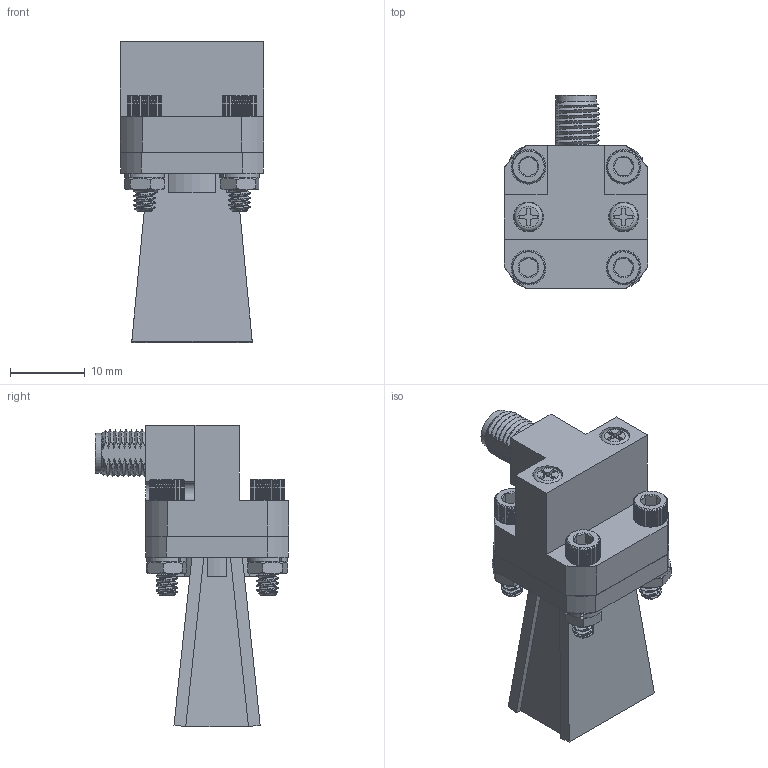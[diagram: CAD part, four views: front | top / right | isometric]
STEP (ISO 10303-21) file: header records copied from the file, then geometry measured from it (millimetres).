
FILE_DESCRIPTION (( 'STEP AP214' ), '1' );
FILE_NAME ('PE9850B-2F-10_3D.STEP', '2021-01-06T17:00:28', ( '' ), ( '' ), 'SwSTEP 2.0', 'SolidWorks 2018', '' );
FILE_SCHEMA (( 'AUTOMOTIVE_DESIGN' ));
Length unit declared in the file: millimetre
Products named in the file (9): 4-40SH-HXx.5_92196A110; 4-LW; 4-40HN-NARROW_90760A210; PE9826_screwhead; PE9826; PE9826_body; PE9850B-2F-10_3D; PE9850B-10; PE9826_SMA
Assembly tree (18 placements, depth 3):
  PE9850B-2F-10_3D
    PE9826
      PE9826_screwhead  x2
      PE9826_body
      PE9826_SMA
    PE9850B-10
    4-40SH-HXx.5_92196A110  x4
    4-40HN-NARROW_90760A210  x4
    4-LW  x4
Bounding box: 19.1 x 25.8 x 40.2 mm (x, y, z)
Volume: 5821.6 mm3; surface area: 6879.8 mm2
Topology: 17 solids, 17 shells, 1119 faces, 2599 edges, 1530 vertices
Faces by surface type: plane 675, cone 331, cylinder 72, bspline 39, torus 2
Full cylindrical faces by diameter (mm): 0.94 x1, 1.14 x1, 2.9 x1, 3 x4, 3.023 x1, 3.048 x3, 3.8 x2, 4 x2, 4.6 x1, 5.35 x1, 6.2 x1
Entity records: 22041 total; most frequent: CARTESIAN_POINT 13259, ORIENTED_EDGE 1854, DIRECTION 1528, EDGE_CURVE 927, VERTEX_POINT 577, AXIS2_PLACEMENT_3D 566, EDGE_LOOP 448, FACE_OUTER_BOUND 414
